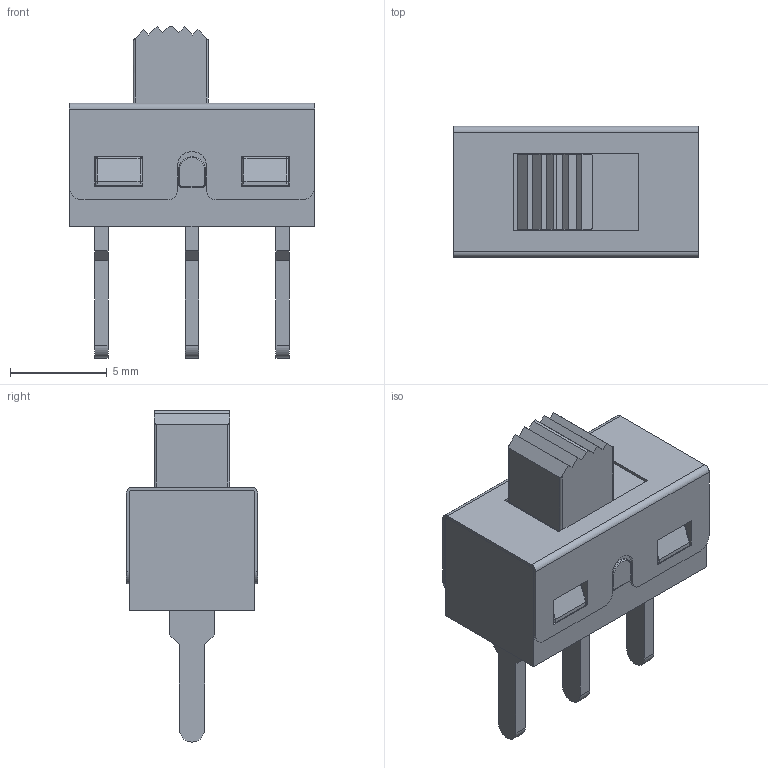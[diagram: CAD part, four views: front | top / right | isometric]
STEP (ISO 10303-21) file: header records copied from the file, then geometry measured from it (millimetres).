
FILE_DESCRIPTION(/* description */ ('Unknown'),/* implementation_level */ '2;1');
FILE_NAME(/* name */ 'SLW-1276864-4A-D',/* time_stamp */ '2024-03-01T10:26:21+02:00',/* author */ ('Unknown'),/* organization */ ('Unknown'),/* preprocessor_version */ 'ST-DEVELOPER v18.102',/* originating_system */ 'Solid Edge',/* authorisation */ 'Unknown');
FILE_SCHEMA (('AUTOMOTIVE_DESIGN {1 0 10303 214 3 1 1}'));
Length unit declared in the file: millimetre
Products named in the file (1): SLW-1276864-4A-D
Bounding box: 12.7 x 6.8 x 17.2 mm (x, y, z)
Volume: 617 mm3; surface area: 629 mm2
Topology: 1 solids, 1 shells, 197 faces, 500 edges, 312 vertices
Faces by surface type: plane 120, cylinder 63, sphere 8, torus 6
Entity records: 7213 total; most frequent: CARTESIAN_POINT 1014, DIRECTION 1008, ORIENTED_EDGE 984, EDGE_CURVE 492, LINE 364, VECTOR 364, AXIS2_PLACEMENT_3D 322, VERTEX_POINT 312
